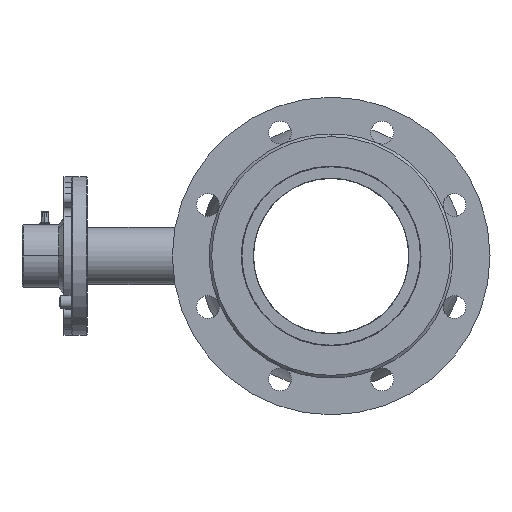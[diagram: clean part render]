
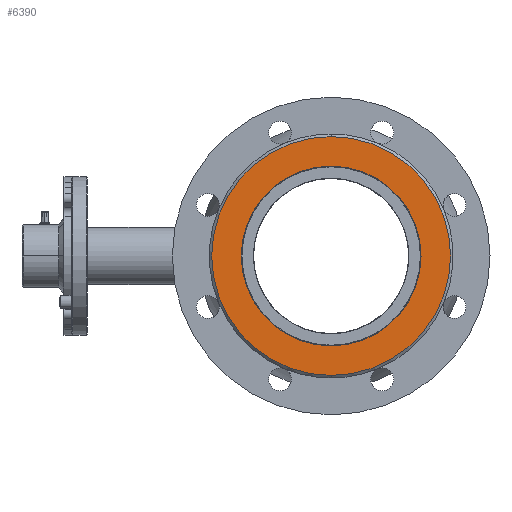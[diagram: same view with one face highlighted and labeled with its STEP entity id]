
A CAD part, left-side view. The second image highlights one B-rep face of the part: STEP entity #6390.
In plain terms, the highlighted planar face has unit normal (-1, 0, 0).
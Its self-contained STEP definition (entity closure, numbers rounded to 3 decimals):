
#195 = VERTEX_POINT ( 'NONE', #12258 ) ;
#225 = CARTESIAN_POINT ( 'NONE',  ( -162.5, 0., 0. ) ) ;
#303 = DIRECTION ( 'NONE',  ( 0., 0., 1. ) ) ;
#446 = AXIS2_PLACEMENT_3D ( 'NONE', #2077, #10815, #9403 ) ;
#503 = VERTEX_POINT ( 'NONE', #8000 ) ;
#821 = PLANE ( 'NONE',  #4097 ) ;
#1635 = EDGE_CURVE ( 'NONE', #11675, #195, #4869, .T. ) ;
#2077 = CARTESIAN_POINT ( 'NONE',  ( -162.5, 0., 0. ) ) ;
#2412 = CARTESIAN_POINT ( 'NONE',  ( -162.5, 0., 0. ) ) ;
#2808 = AXIS2_PLACEMENT_3D ( 'NONE', #225, #10288, #303 ) ;
#3239 = EDGE_CURVE ( 'NONE', #9517, #503, #5810, .T. ) ;
#3375 = DIRECTION ( 'NONE',  ( 0., 0., -1. ) ) ;
#4097 = AXIS2_PLACEMENT_3D ( 'NONE', #14653, #9719, #3375 ) ;
#4869 = CIRCLE ( 'NONE', #13295, 70.75 ) ;
#5000 = DIRECTION ( 'NONE',  ( -1., 0., 0. ) ) ;
#5465 = CIRCLE ( 'NONE', #2808, 70.75 ) ;
#5810 = CIRCLE ( 'NONE', #6855, 94. ) ;
#6210 = DIRECTION ( 'NONE',  ( 0., 0., 1. ) ) ;
#6311 = CARTESIAN_POINT ( 'NONE',  ( -162.5, 0., 0. ) ) ;
#6390 = ADVANCED_FACE ( 'NONE', ( #11041, #9867 ), #821, .F. ) ;
#6781 = CIRCLE ( 'NONE', #446, 94. ) ;
#6855 = AXIS2_PLACEMENT_3D ( 'NONE', #2412, #9831, #6210 ) ;
#8000 = CARTESIAN_POINT ( 'NONE',  ( -162.5, 0., 94. ) ) ;
#8919 = EDGE_CURVE ( 'NONE', #503, #9517, #6781, .T. ) ;
#9153 = EDGE_CURVE ( 'NONE', #195, #11675, #5465, .T. ) ;
#9290 = ORIENTED_EDGE ( 'NONE', *, *, #9153, .F. ) ;
#9403 = DIRECTION ( 'NONE',  ( 0., 0., 1. ) ) ;
#9517 = VERTEX_POINT ( 'NONE', #12066 ) ;
#9719 = DIRECTION ( 'NONE',  ( 1., 0., 0. ) ) ;
#9831 = DIRECTION ( 'NONE',  ( -1., 0., 0. ) ) ;
#9867 = FACE_OUTER_BOUND ( 'NONE', #14238, .T. ) ;
#10288 = DIRECTION ( 'NONE',  ( -1., 0., 0. ) ) ;
#10815 = DIRECTION ( 'NONE',  ( -1., 0., 0. ) ) ;
#11041 = FACE_BOUND ( 'NONE', #15485, .T. ) ;
#11327 = DIRECTION ( 'NONE',  ( 0., 0., 1. ) ) ;
#11405 = CARTESIAN_POINT ( 'NONE',  ( -162.5, 0., 70.75 ) ) ;
#11675 = VERTEX_POINT ( 'NONE', #11405 ) ;
#12066 = CARTESIAN_POINT ( 'NONE',  ( -162.5, 0., -94. ) ) ;
#12258 = CARTESIAN_POINT ( 'NONE',  ( -162.5, 0., -70.75 ) ) ;
#13295 = AXIS2_PLACEMENT_3D ( 'NONE', #6311, #5000, #11327 ) ;
#13320 = ORIENTED_EDGE ( 'NONE', *, *, #8919, .T. ) ;
#14238 = EDGE_LOOP ( 'NONE', ( #14473, #13320 ) ) ;
#14473 = ORIENTED_EDGE ( 'NONE', *, *, #3239, .T. ) ;
#14653 = CARTESIAN_POINT ( 'NONE',  ( -162.5, 70.75, 0. ) ) ;
#15485 = EDGE_LOOP ( 'NONE', ( #15547, #9290 ) ) ;
#15547 = ORIENTED_EDGE ( 'NONE', *, *, #1635, .F. ) ;
